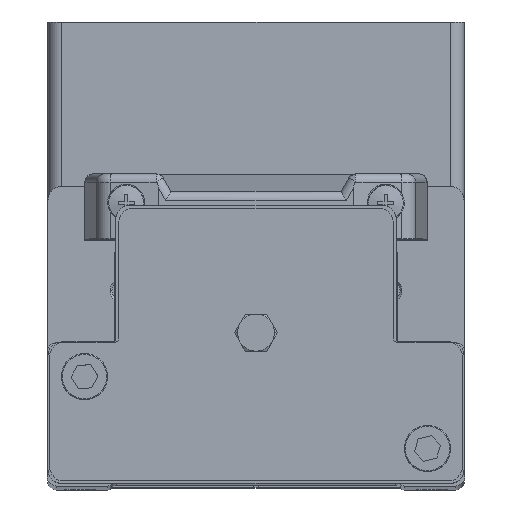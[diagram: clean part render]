
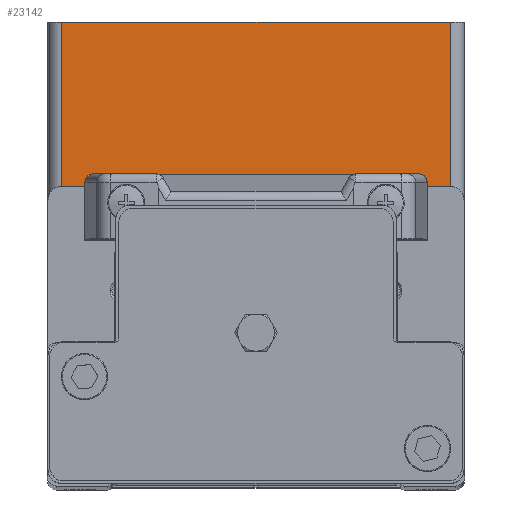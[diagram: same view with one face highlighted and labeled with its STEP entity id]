
A CAD part, top view. The second image highlights one B-rep face of the part: STEP entity #23142.
In plain terms, the highlighted planar face has unit normal (0, 0, 1).
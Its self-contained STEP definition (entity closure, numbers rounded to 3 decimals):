
#140 = VERTEX_POINT ( 'NONE', #10036 ) ;
#1317 = CARTESIAN_POINT ( 'NONE',  ( -41.9, 27.75, 33.5 ) ) ;
#2041 = DIRECTION ( 'NONE',  ( 1., 0., 0. ) ) ;
#2530 = ORIENTED_EDGE ( 'NONE', *, *, #11101, .T. ) ;
#4459 = LINE ( 'NONE', #16867, #8923 ) ;
#4905 = DIRECTION ( 'NONE',  ( 0., 1., 0. ) ) ;
#7046 = DIRECTION ( 'NONE',  ( 0., 0., -1. ) ) ;
#7183 = ORIENTED_EDGE ( 'NONE', *, *, #19723, .T. ) ;
#7419 = EDGE_CURVE ( 'NONE', #140, #18485, #4459, .T. ) ;
#7540 = VECTOR ( 'NONE', #7748, 1000. ) ;
#7748 = DIRECTION ( 'NONE',  ( 0., -1., 0. ) ) ;
#8201 = FACE_OUTER_BOUND ( 'NONE', #16666, .T. ) ;
#8874 = CARTESIAN_POINT ( 'NONE',  ( -44.9, 72.75, 33.5 ) ) ;
#8923 = VECTOR ( 'NONE', #18793, 1000. ) ;
#9015 = LINE ( 'NONE', #15303, #13482 ) ;
#10036 = CARTESIAN_POINT ( 'NONE',  ( -41.9, 72.75, 33.5 ) ) ;
#10679 = CARTESIAN_POINT ( 'NONE',  ( 41.9, 27.75, 33.5 ) ) ;
#11101 = EDGE_CURVE ( 'NONE', #12861, #18485, #20431, .T. ) ;
#12861 = VERTEX_POINT ( 'NONE', #10679 ) ;
#12976 = ORIENTED_EDGE ( 'NONE', *, *, #24227, .T. ) ;
#13482 = VECTOR ( 'NONE', #2041, 1000. ) ;
#15303 = CARTESIAN_POINT ( 'NONE',  ( -44.9, 27.75, 33.5 ) ) ;
#15380 = VECTOR ( 'NONE', #4905, 1000. ) ;
#16501 = PLANE ( 'NONE',  #22962 ) ;
#16666 = EDGE_LOOP ( 'NONE', ( #17371, #7183, #12976, #2530 ) ) ;
#16867 = CARTESIAN_POINT ( 'NONE',  ( -44.9, 72.75, 33.5 ) ) ;
#17371 = ORIENTED_EDGE ( 'NONE', *, *, #7419, .F. ) ;
#18182 = CARTESIAN_POINT ( 'NONE',  ( 41.9, 72.75, 33.5 ) ) ;
#18485 = VERTEX_POINT ( 'NONE', #22448 ) ;
#18793 = DIRECTION ( 'NONE',  ( 1., 0., 0. ) ) ;
#19110 = CARTESIAN_POINT ( 'NONE',  ( -41.9, 27.75, 33.5 ) ) ;
#19454 = VERTEX_POINT ( 'NONE', #1317 ) ;
#19723 = EDGE_CURVE ( 'NONE', #140, #19454, #22089, .T. ) ;
#20324 = DIRECTION ( 'NONE',  ( -1., 0., 0. ) ) ;
#20431 = LINE ( 'NONE', #18182, #15380 ) ;
#22089 = LINE ( 'NONE', #19110, #7540 ) ;
#22448 = CARTESIAN_POINT ( 'NONE',  ( 41.9, 72.75, 33.5 ) ) ;
#22962 = AXIS2_PLACEMENT_3D ( 'NONE', #8874, #7046, #20324 ) ;
#23142 = ADVANCED_FACE ( 'NONE', ( #8201 ), #16501, .F. ) ;
#24227 = EDGE_CURVE ( 'NONE', #19454, #12861, #9015, .T. ) ;
